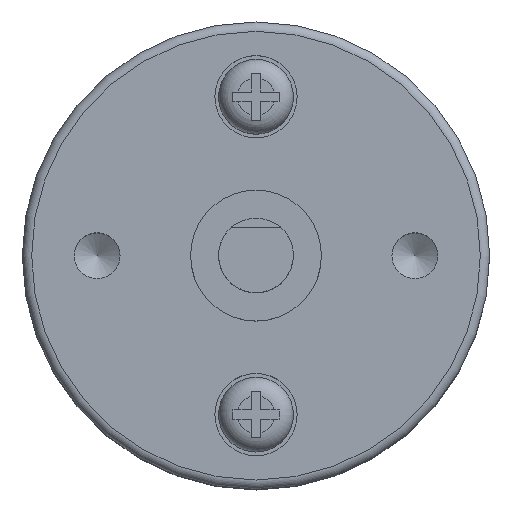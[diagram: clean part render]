
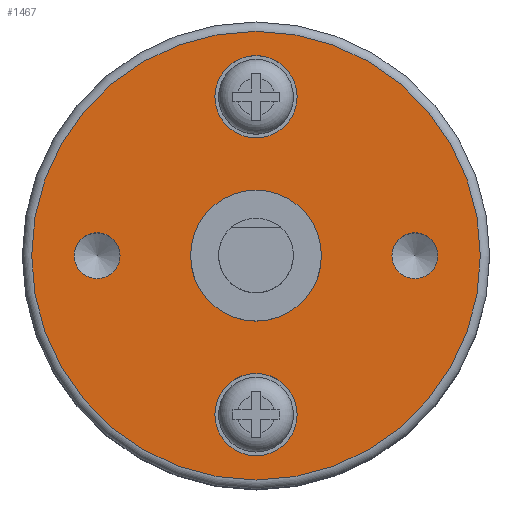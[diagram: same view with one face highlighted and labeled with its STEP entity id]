
A CAD part, top view. The second image highlights one B-rep face of the part: STEP entity #1467.
In plain terms, the highlighted planar face has unit normal (0, 0, 1).
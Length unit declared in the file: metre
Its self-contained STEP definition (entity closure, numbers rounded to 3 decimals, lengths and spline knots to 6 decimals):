
#482=ORIENTED_EDGE('',*,*,#772,.T.);
#483=ORIENTED_EDGE('',*,*,#773,.T.);
#484=ORIENTED_EDGE('',*,*,#774,.T.);
#485=ORIENTED_EDGE('',*,*,#775,.T.);
#486=ORIENTED_EDGE('',*,*,#776,.F.);
#772=EDGE_CURVE('',#934,#934,#1022,.T.);
#773=EDGE_CURVE('',#935,#935,#1023,.T.);
#774=EDGE_CURVE('',#936,#936,#1024,.T.);
#775=EDGE_CURVE('',#937,#937,#1025,.T.);
#776=EDGE_CURVE('',#938,#938,#1026,.T.);
#934=VERTEX_POINT('',#2537);
#935=VERTEX_POINT('',#2539);
#936=VERTEX_POINT('',#2541);
#937=VERTEX_POINT('',#2543);
#938=VERTEX_POINT('',#2545);
#1022=CIRCLE('',#1690,0.0022);
#1023=CIRCLE('',#1691,0.0022);
#1024=CIRCLE('',#1692,0.00123);
#1025=CIRCLE('',#1693,0.00123);
#1026=CIRCLE('',#1694,0.012);
#1111=EDGE_LOOP('',(#482));
#1112=EDGE_LOOP('',(#483));
#1113=EDGE_LOOP('',(#484));
#1114=EDGE_LOOP('',(#485));
#1115=EDGE_LOOP('',(#486));
#1259=FACE_BOUND('',#1111,.T.);
#1260=FACE_BOUND('',#1112,.T.);
#1261=FACE_BOUND('',#1113,.T.);
#1262=FACE_BOUND('',#1114,.T.);
#1263=FACE_BOUND('',#1115,.T.);
#1383=PLANE('',#1689);
#1467=ADVANCED_FACE('',(#1259,#1260,#1261,#1262,#1263),#1383,.T.);
#1689=AXIS2_PLACEMENT_3D('',#2535,#1992,#1993);
#1690=AXIS2_PLACEMENT_3D('',#2536,#1994,#1995);
#1691=AXIS2_PLACEMENT_3D('',#2538,#1996,#1997);
#1692=AXIS2_PLACEMENT_3D('',#2540,#1998,#1999);
#1693=AXIS2_PLACEMENT_3D('',#2542,#2000,#2001);
#1694=AXIS2_PLACEMENT_3D('',#2544,#2002,#2003);
#1992=DIRECTION('',(0.,0.,1.));
#1993=DIRECTION('',(1.,0.,0.));
#1994=DIRECTION('',(0.,0.,-1.));
#1995=DIRECTION('',(1.,0.,0.));
#1996=DIRECTION('',(0.,0.,-1.));
#1997=DIRECTION('',(1.,0.,0.));
#1998=DIRECTION('',(0.,0.,-1.));
#1999=DIRECTION('',(1.,0.,0.));
#2000=DIRECTION('',(0.,0.,-1.));
#2001=DIRECTION('',(1.,0.,0.));
#2002=DIRECTION('',(0.,0.,-1.));
#2003=DIRECTION('',(-1.,0.,0.));
#2535=CARTESIAN_POINT('',(0.,0.,0.0192));
#2536=CARTESIAN_POINT('',(0.,-0.0085,0.0192));
#2537=CARTESIAN_POINT('',(0.0022,-0.0085,0.0192));
#2538=CARTESIAN_POINT('',(0.,0.0085,0.0192));
#2539=CARTESIAN_POINT('',(0.0022,0.0085,0.0192));
#2540=CARTESIAN_POINT('',(-0.0085,0.,0.0192));
#2541=CARTESIAN_POINT('',(-0.007271,0.,0.0192));
#2542=CARTESIAN_POINT('',(0.0085,0.,0.0192));
#2543=CARTESIAN_POINT('',(0.00973,0.,0.0192));
#2544=CARTESIAN_POINT('',(0.,0.,0.0192));
#2545=CARTESIAN_POINT('',(-0.012,0.,0.0192));
